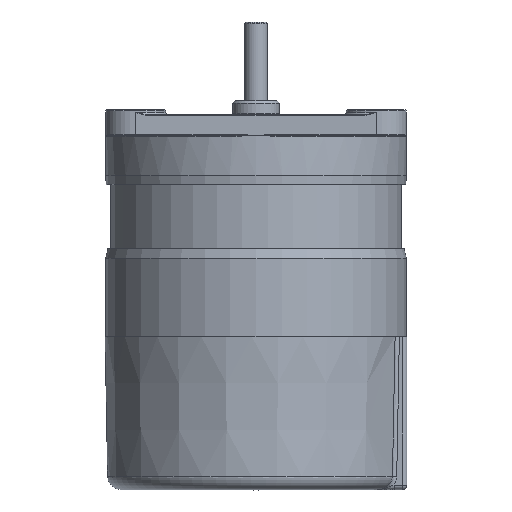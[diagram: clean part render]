
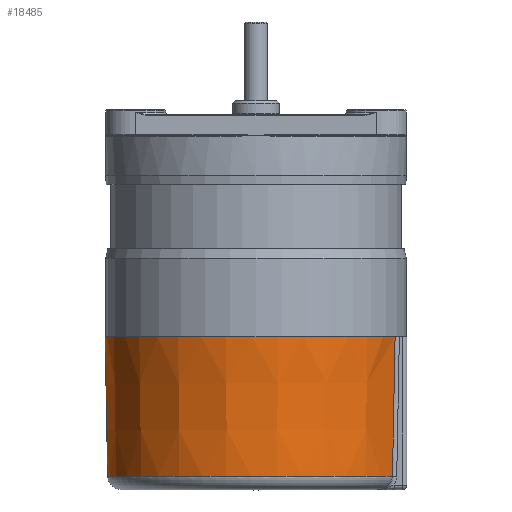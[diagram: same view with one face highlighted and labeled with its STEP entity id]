
A CAD part, left-side view. The second image highlights one B-rep face of the part: STEP entity #18485.
In plain terms, the highlighted conical face has half-angle 1 degrees and reference radius 32.314 mm.
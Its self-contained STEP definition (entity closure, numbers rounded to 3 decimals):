
#17221=CARTESIAN_POINT('',(30.035,13.113,33.));
#17222=VERTEX_POINT('',#17221);
#17239=CARTESIAN_POINT('',(30.035,-12.113,33.));
#17240=VERTEX_POINT('',#17239);
#17241=CARTESIAN_POINT('',(0.0,0.5,33.));
#17242=DIRECTION('',(0.0,0.0,-1.0));
#17243=DIRECTION('',(0.0,1.0,0.0));
#17244=AXIS2_PLACEMENT_3D('',#17241,#17242,#17243);
#17245=CIRCLE('',#17244,32.576);
#17246=EDGE_CURVE('',#17240,#17222,#17245,.T.);
#18225=CARTESIAN_POINT('',(29.468,-12.107,2.948));
#18226=VERTEX_POINT('',#18225);
#18406=CARTESIAN_POINT('',(29.468,13.107,2.948));
#18407=VERTEX_POINT('',#18406);
#18452=CARTESIAN_POINT('',(29.468,13.107,2.948));
#18453=CARTESIAN_POINT('',(29.657,13.109,12.965));
#18454=CARTESIAN_POINT('',(29.846,13.111,22.983));
#18455=CARTESIAN_POINT('',(30.035,13.113,33.));
#18456=B_SPLINE_CURVE_WITH_KNOTS('',3,(#18452,#18453,#18454,#18455),.UNSPECIFIED.,.F.,.U.,(4,4),(-3.106,-0.1),.UNSPECIFIED.);
#18457=EDGE_CURVE('',#18407,#17222,#18456,.T.);
#18462=CARTESIAN_POINT('',(0.0,0.5,17.974));
#18463=DIRECTION('',(0.0,0.,1.0));
#18464=DIRECTION('',(0.0,1.0,0.0));
#18465=AXIS2_PLACEMENT_3D('',#18462,#18463,#18464);
#18466=CONICAL_SURFACE('',#18465,32.314,1.);
#18467=ORIENTED_EDGE('',*,*,#18457,.F.);
#18468=CARTESIAN_POINT('',(0.0,0.5,2.948));
#18469=DIRECTION('',(0.0,0.0,-1.0));
#18470=DIRECTION('',(0.0,1.0,0.0));
#18471=AXIS2_PLACEMENT_3D('',#18468,#18469,#18470);
#18472=CIRCLE('',#18471,32.051);
#18473=EDGE_CURVE('',#18226,#18407,#18472,.T.);
#18474=ORIENTED_EDGE('',*,*,#18473,.F.);
#18475=CARTESIAN_POINT('',(30.035,-12.113,33.));
#18476=CARTESIAN_POINT('',(29.846,-12.111,22.983));
#18477=CARTESIAN_POINT('',(29.657,-12.109,12.965));
#18478=CARTESIAN_POINT('',(29.468,-12.107,2.948));
#18479=B_SPLINE_CURVE_WITH_KNOTS('',3,(#18475,#18476,#18477,#18478),.UNSPECIFIED.,.F.,.U.,(4,4),(-3.006,0.0),.UNSPECIFIED.);
#18480=EDGE_CURVE('',#17240,#18226,#18479,.T.);
#18481=ORIENTED_EDGE('',*,*,#18480,.F.);
#18482=ORIENTED_EDGE('',*,*,#17246,.T.);
#18483=EDGE_LOOP('',(#18467,#18474,#18481,#18482));
#18484=FACE_OUTER_BOUND('',#18483,.T.);
#18485=ADVANCED_FACE('',(#18484),#18466,.T.);
